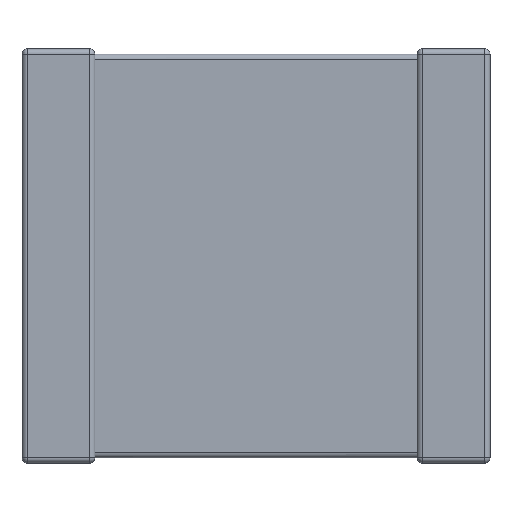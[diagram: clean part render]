
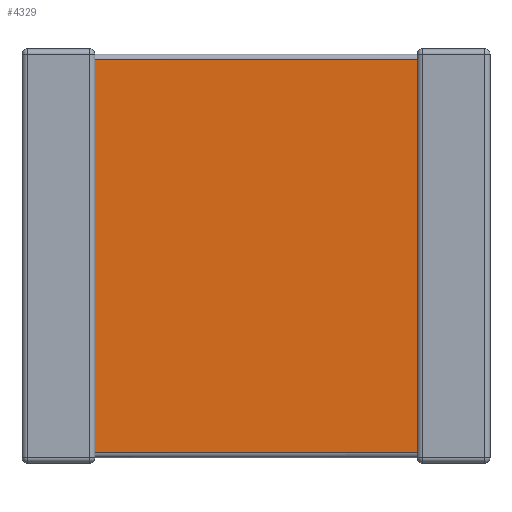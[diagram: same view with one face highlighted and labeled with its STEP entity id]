
A CAD part, front view. The second image highlights one B-rep face of the part: STEP entity #4329.
In plain terms, the highlighted planar face has unit normal (0, -1, 0).
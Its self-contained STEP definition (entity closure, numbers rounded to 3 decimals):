
#232 = VECTOR ( 'NONE', #695, 1000. ) ;
#547 = CARTESIAN_POINT ( 'NONE',  ( 0.95, 0.07, -5.4 ) ) ;
#624 = DIRECTION ( 'NONE',  ( -1., 0., 0. ) ) ;
#695 = DIRECTION ( 'NONE',  ( 0., 0., 1. ) ) ;
#818 = CARTESIAN_POINT ( 'NONE',  ( 5.15, 0.07, -0.14 ) ) ;
#995 = LINE ( 'NONE', #547, #2338 ) ;
#1035 = EDGE_CURVE ( 'NONE', #5028, #2017, #3951, .T. ) ;
#1037 = CARTESIAN_POINT ( 'NONE',  ( 0.95, 0.07, -5.4 ) ) ;
#1170 = CARTESIAN_POINT ( 'NONE',  ( 5.15, 0.07, -5.26 ) ) ;
#1498 = EDGE_LOOP ( 'NONE', ( #6600, #1876, #7089, #4585 ) ) ;
#1614 = EDGE_CURVE ( 'NONE', #2107, #6681, #5936, .T. ) ;
#1876 = ORIENTED_EDGE ( 'NONE', *, *, #1614, .T. ) ;
#1938 = DIRECTION ( 'NONE',  ( 1., 0., 0. ) ) ;
#1946 = AXIS2_PLACEMENT_3D ( 'NONE', #1037, #5565, #3879 ) ;
#2017 = VERTEX_POINT ( 'NONE', #2871 ) ;
#2107 = VERTEX_POINT ( 'NONE', #2875 ) ;
#2338 = VECTOR ( 'NONE', #2705, 1000. ) ;
#2705 = DIRECTION ( 'NONE',  ( 0., 0., 1. ) ) ;
#2871 = CARTESIAN_POINT ( 'NONE',  ( 0.95, 0.07, -0.14 ) ) ;
#2875 = CARTESIAN_POINT ( 'NONE',  ( 0.95, 0.07, -5.26 ) ) ;
#3381 = VECTOR ( 'NONE', #1938, 1000. ) ;
#3879 = DIRECTION ( 'NONE',  ( 1., 0., 0. ) ) ;
#3951 = LINE ( 'NONE', #5679, #4234 ) ;
#4234 = VECTOR ( 'NONE', #624, 1000. ) ;
#4329 = ADVANCED_FACE ( 'NONE', ( #4975 ), #4389, .T. ) ;
#4389 = PLANE ( 'NONE',  #1946 ) ;
#4585 = ORIENTED_EDGE ( 'NONE', *, *, #1035, .T. ) ;
#4975 = FACE_OUTER_BOUND ( 'NONE', #1498, .T. ) ;
#5028 = VERTEX_POINT ( 'NONE', #818 ) ;
#5153 = LINE ( 'NONE', #5187, #232 ) ;
#5187 = CARTESIAN_POINT ( 'NONE',  ( 5.15, 0.07, -5.4 ) ) ;
#5565 = DIRECTION ( 'NONE',  ( 0., -1., 0. ) ) ;
#5679 = CARTESIAN_POINT ( 'NONE',  ( 0.95, 0.07, -0.14 ) ) ;
#5936 = LINE ( 'NONE', #7002, #3381 ) ;
#6399 = EDGE_CURVE ( 'NONE', #6681, #5028, #5153, .T. ) ;
#6600 = ORIENTED_EDGE ( 'NONE', *, *, #7329, .F. ) ;
#6681 = VERTEX_POINT ( 'NONE', #1170 ) ;
#7002 = CARTESIAN_POINT ( 'NONE',  ( 5.15, 0.07, -5.26 ) ) ;
#7089 = ORIENTED_EDGE ( 'NONE', *, *, #6399, .T. ) ;
#7329 = EDGE_CURVE ( 'NONE', #2107, #2017, #995, .T. ) ;
